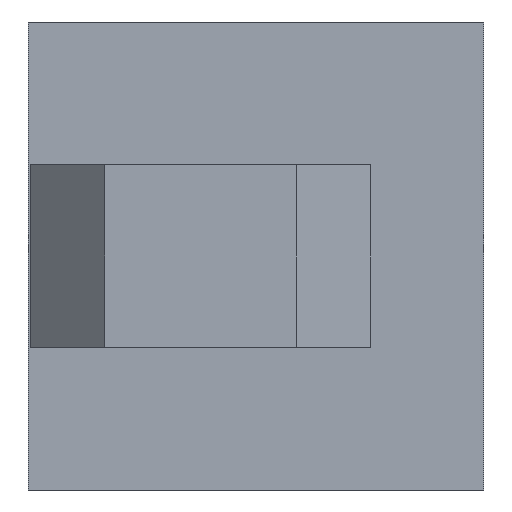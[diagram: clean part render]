
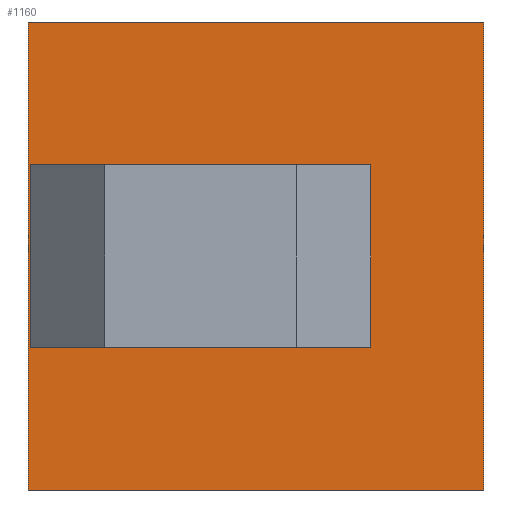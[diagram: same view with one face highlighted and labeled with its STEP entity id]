
A CAD part, left-side view. The second image highlights one B-rep face of the part: STEP entity #1160.
In plain terms, the highlighted planar face has unit normal (-1, 0, 0).
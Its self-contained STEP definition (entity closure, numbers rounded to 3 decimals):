
#16 = ORIENTED_EDGE ( 'NONE', *, *, #1324, .T. ) ;
#26 = ORIENTED_EDGE ( 'NONE', *, *, #1311, .F. ) ;
#27 = ORIENTED_EDGE ( 'NONE', *, *, #1241, .F. ) ;
#37 = ORIENTED_EDGE ( 'NONE', *, *, #1304, .F. ) ;
#49 = ORIENTED_EDGE ( 'NONE', *, *, #1327, .F. ) ;
#61 = ORIENTED_EDGE ( 'NONE', *, *, #1305, .F. ) ;
#67 = ORIENTED_EDGE ( 'NONE', *, *, #1318, .F. ) ;
#72 = ORIENTED_EDGE ( 'NONE', *, *, #1320, .T. ) ;
#77 = ORIENTED_EDGE ( 'NONE', *, *, #1235, .F. ) ;
#81 = ORIENTED_EDGE ( 'NONE', *, *, #1296, .F. ) ;
#108 = CARTESIAN_POINT ( 'NONE',  ( 0., -2.95, 12.85 ) ) ;
#109 = CARTESIAN_POINT ( 'NONE',  ( 0., -2.95, 19. ) ) ;
#110 = CARTESIAN_POINT ( 'NONE',  ( 0., -18.5, 0. ) ) ;
#126 = DIRECTION ( 'NONE',  ( 0., 1., 0. ) ) ;
#170 = CARTESIAN_POINT ( 'NONE',  ( 0., 0., 19. ) ) ;
#173 = DIRECTION ( 'NONE',  ( 0., 0., 1. ) ) ;
#184 = CARTESIAN_POINT ( 'NONE',  ( 0., 0., 6.15 ) ) ;
#191 = DIRECTION ( 'NONE',  ( -1., 0., 0. ) ) ;
#235 = CARTESIAN_POINT ( 'NONE',  ( 0., -6.45, 9.65 ) ) ;
#247 = CARTESIAN_POINT ( 'NONE',  ( 0., -11.05, 19. ) ) ;
#286 = DIRECTION ( 'NONE',  ( 0., -1., 0. ) ) ;
#289 = CARTESIAN_POINT ( 'NONE',  ( 0., -11.05, 6.15 ) ) ;
#296 = DIRECTION ( 'NONE',  ( 0., -1., 0. ) ) ;
#323 = DIRECTION ( 'NONE',  ( 1., 0., 0. ) ) ;
#337 = DIRECTION ( 'NONE',  ( 0., 0., -1. ) ) ;
#348 = CARTESIAN_POINT ( 'NONE',  ( 0., -7.55, 9.35 ) ) ;
#361 = CARTESIAN_POINT ( 'NONE',  ( 0., -14., 0. ) ) ;
#378 = CARTESIAN_POINT ( 'NONE',  ( 0., -11.05, 9.35 ) ) ;
#389 = CARTESIAN_POINT ( 'NONE',  ( 0., 0., 19. ) ) ;
#395 = DIRECTION ( 'NONE',  ( 0., 0., -1. ) ) ;
#397 = CARTESIAN_POINT ( 'NONE',  ( 0., 0., 0. ) ) ;
#399 = CARTESIAN_POINT ( 'NONE',  ( 0., -18.5, 19. ) ) ;
#420 = CARTESIAN_POINT ( 'NONE',  ( 0., -2.95, 9.65 ) ) ;
#428 = DIRECTION ( 'NONE',  ( 0., 0., -1. ) ) ;
#435 = CARTESIAN_POINT ( 'NONE',  ( 0., 0., 19. ) ) ;
#456 = DIRECTION ( 'NONE',  ( 0., -1., 0. ) ) ;
#471 = DIRECTION ( 'NONE',  ( 0., 1., 0. ) ) ;
#473 = PLANE ( 'NONE',  #664 ) ;
#493 = CARTESIAN_POINT ( 'NONE',  ( 0., -7.55, 12.85 ) ) ;
#509 = DIRECTION ( 'NONE',  ( -1., 0., 0. ) ) ;
#513 = CARTESIAN_POINT ( 'NONE',  ( 0., -18.5, 19. ) ) ;
#531 = DIRECTION ( 'NONE',  ( 0., 1., 0. ) ) ;
#537 = CARTESIAN_POINT ( 'NONE',  ( 0., 0., 19. ) ) ;
#572 = CARTESIAN_POINT ( 'NONE',  ( 0., 0., 12.85 ) ) ;
#581 = DIRECTION ( 'NONE',  ( 0., 1., 0. ) ) ;
#584 = CARTESIAN_POINT ( 'NONE',  ( 0., -6.45, 6.15 ) ) ;
#640 = AXIS2_PLACEMENT_3D ( 'NONE', #235, #509, #126 ) ;
#642 = AXIS2_PLACEMENT_3D ( 'NONE', #348, #191, #581 ) ;
#664 = AXIS2_PLACEMENT_3D ( 'NONE', #170, #323, #471 ) ;
#803 = EDGE_LOOP ( 'NONE', ( #27, #77, #16, #72 ) ) ;
#831 = EDGE_LOOP ( 'NONE', ( #67, #26, #37, #81, #49, #61 ) ) ;
#846 = LINE ( 'NONE', #572, #852 ) ;
#852 = VECTOR ( 'NONE', #531, 1000. ) ;
#877 = VECTOR ( 'NONE', #296, 1000. ) ;
#878 = LINE ( 'NONE', #399, #882 ) ;
#882 = VECTOR ( 'NONE', #395, 1000. ) ;
#914 = LINE ( 'NONE', #537, #877 ) ;
#920 = LINE ( 'NONE', #184, #922 ) ;
#922 = VECTOR ( 'NONE', #286, 1000. ) ;
#929 = CIRCLE ( 'NONE', #642, 3.5 ) ;
#931 = VECTOR ( 'NONE', #428, 1000. ) ;
#934 = LINE ( 'NONE', #389, #931 ) ;
#938 = LINE ( 'NONE', #361, #941 ) ;
#941 = VECTOR ( 'NONE', #456, 1000. ) ;
#960 = FACE_OUTER_BOUND ( 'NONE', #803, .T. ) ;
#974 = FACE_BOUND ( 'NONE', #831, .T. ) ;
#1019 = VECTOR ( 'NONE', #337, 1000. ) ;
#1024 = VECTOR ( 'NONE', #173, 1000. ) ;
#1029 = CIRCLE ( 'NONE', #640, 3.5 ) ;
#1034 = LINE ( 'NONE', #247, #1024 ) ;
#1035 = LINE ( 'NONE', #109, #1019 ) ;
#1045 = VERTEX_POINT ( 'NONE', #493 ) ;
#1047 = VERTEX_POINT ( 'NONE', #584 ) ;
#1057 = VERTEX_POINT ( 'NONE', #397 ) ;
#1073 = VERTEX_POINT ( 'NONE', #378 ) ;
#1082 = VERTEX_POINT ( 'NONE', #108 ) ;
#1083 = VERTEX_POINT ( 'NONE', #110 ) ;
#1085 = VERTEX_POINT ( 'NONE', #513 ) ;
#1092 = VERTEX_POINT ( 'NONE', #435 ) ;
#1160 = ADVANCED_FACE ( 'NONE', ( #974, #960 ), #473, .F. ) ;
#1180 = VERTEX_POINT ( 'NONE', #420 ) ;
#1217 = VERTEX_POINT ( 'NONE', #289 ) ;
#1235 = EDGE_CURVE ( 'NONE', #1092, #1085, #914, .T. ) ;
#1241 = EDGE_CURVE ( 'NONE', #1085, #1083, #878, .T. ) ;
#1296 = EDGE_CURVE ( 'NONE', #1045, #1082, #846, .T. ) ;
#1304 = EDGE_CURVE ( 'NONE', #1082, #1180, #1035, .T. ) ;
#1305 = EDGE_CURVE ( 'NONE', #1217, #1073, #1034, .T. ) ;
#1311 = EDGE_CURVE ( 'NONE', #1180, #1047, #1029, .T. ) ;
#1318 = EDGE_CURVE ( 'NONE', #1047, #1217, #920, .T. ) ;
#1320 = EDGE_CURVE ( 'NONE', #1057, #1083, #938, .T. ) ;
#1324 = EDGE_CURVE ( 'NONE', #1092, #1057, #934, .T. ) ;
#1327 = EDGE_CURVE ( 'NONE', #1073, #1045, #929, .T. ) ;
